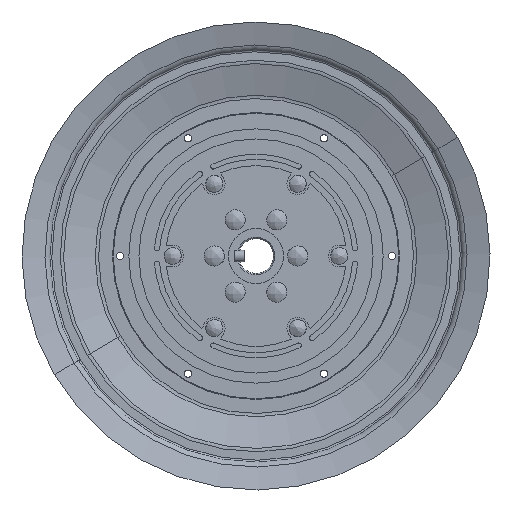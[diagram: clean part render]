
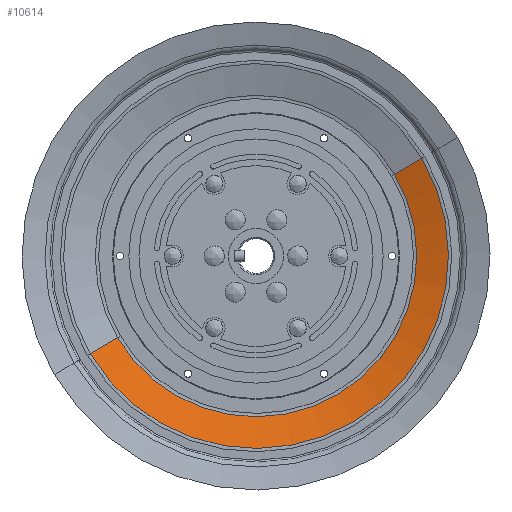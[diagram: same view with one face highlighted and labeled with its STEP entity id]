
A CAD part, left-side view. The second image highlights one B-rep face of the part: STEP entity #10614.
In plain terms, the highlighted conical face has half-angle 72.474 degrees and reference radius 133.144 mm.
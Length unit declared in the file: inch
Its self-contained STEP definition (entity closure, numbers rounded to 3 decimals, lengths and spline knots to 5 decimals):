
#116 = VERTEX_POINT ( 'NONE', #12670 ) ;
#253 = CONICAL_SURFACE ( 'NONE', #10197, 5.24188, 1.265 ) ;
#579 = CARTESIAN_POINT ( 'NONE',  ( -3.20407, -6.27218, 10.47893 ) ) ;
#910 = CARTESIAN_POINT ( 'NONE',  ( -3.20407, -1.75539, 7.81888 ) ) ;
#1317 = EDGE_CURVE ( 'NONE', #16844, #7949, #5991, .T. ) ;
#1921 = VECTOR ( 'NONE', #3819, 39.37008 ) ;
#2138 = AXIS2_PLACEMENT_3D ( 'NONE', #910, #13163, #7684 ) ;
#2155 = EDGE_LOOP ( 'NONE', ( #3666, #15250, #17669, #11881 ) ) ;
#2498 = CARTESIAN_POINT ( 'NONE',  ( -2.93192, -5.52958, 10.0416 ) ) ;
#3054 = DIRECTION ( 'NONE',  ( 0., -0.862, 0.507 ) ) ;
#3077 = CARTESIAN_POINT ( 'NONE',  ( -3.20407, 2.7614, 5.15883 ) ) ;
#3179 = DIRECTION ( 'NONE',  ( 1., 0., 0. ) ) ;
#3666 = ORIENTED_EDGE ( 'NONE', *, *, #14268, .T. ) ;
#3819 = DIRECTION ( 'NONE',  ( -0.301, -0.822, 0.484 ) ) ;
#4033 = DIRECTION ( 'NONE',  ( 0., 0.862, -0.507 ) ) ;
#4094 = VECTOR ( 'NONE', #9129, 39.37008 ) ;
#5341 = AXIS2_PLACEMENT_3D ( 'NONE', #15441, #3179, #4033 ) ;
#5991 = LINE ( 'NONE', #579, #1921 ) ;
#6304 = CARTESIAN_POINT ( 'NONE',  ( -3.20407, -6.27218, 10.47893 ) ) ;
#7684 = DIRECTION ( 'NONE',  ( 0., 0.862, -0.507 ) ) ;
#7949 = VERTEX_POINT ( 'NONE', #6304 ) ;
#8343 = FACE_OUTER_BOUND ( 'NONE', #2155, .T. ) ;
#9129 = DIRECTION ( 'NONE',  ( -0.301, 0.822, -0.484 ) ) ;
#9634 = CARTESIAN_POINT ( 'NONE',  ( -3.20407, 2.7614, 5.15883 ) ) ;
#9692 = LINE ( 'NONE', #9634, #4094 ) ;
#9841 = CIRCLE ( 'NONE', #2138, 5.24188 ) ;
#10197 = AXIS2_PLACEMENT_3D ( 'NONE', #13827, #15317, #3054 ) ;
#10614 = ADVANCED_FACE ( 'NONE', ( #8343 ), #253, .F. ) ;
#11034 = EDGE_CURVE ( 'NONE', #116, #16098, #9692, .T. ) ;
#11881 = ORIENTED_EDGE ( 'NONE', *, *, #1317, .F. ) ;
#12347 = EDGE_CURVE ( 'NONE', #7949, #16098, #9841, .T. ) ;
#12670 = CARTESIAN_POINT ( 'NONE',  ( -2.93192, 2.01881, 5.59616 ) ) ;
#13076 = CIRCLE ( 'NONE', #5341, 4.38007 ) ;
#13163 = DIRECTION ( 'NONE',  ( 1., 0., 0. ) ) ;
#13827 = CARTESIAN_POINT ( 'NONE',  ( -3.20407, -1.75539, 7.81888 ) ) ;
#14268 = EDGE_CURVE ( 'NONE', #16844, #116, #13076, .T. ) ;
#15250 = ORIENTED_EDGE ( 'NONE', *, *, #11034, .T. ) ;
#15317 = DIRECTION ( 'NONE',  ( -1., 0., 0. ) ) ;
#15441 = CARTESIAN_POINT ( 'NONE',  ( -2.93192, -1.75539, 7.81888 ) ) ;
#16098 = VERTEX_POINT ( 'NONE', #3077 ) ;
#16844 = VERTEX_POINT ( 'NONE', #2498 ) ;
#17669 = ORIENTED_EDGE ( 'NONE', *, *, #12347, .F. ) ;
